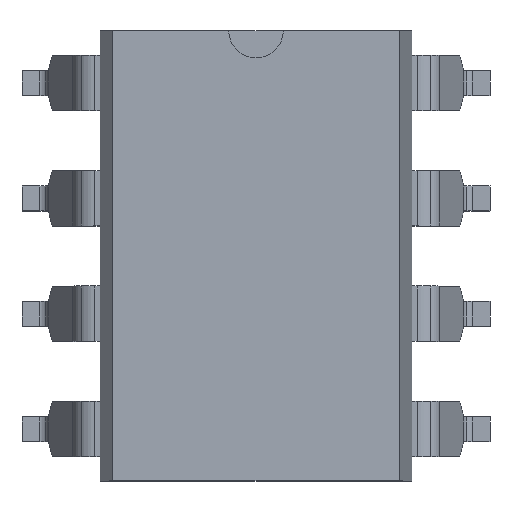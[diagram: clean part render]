
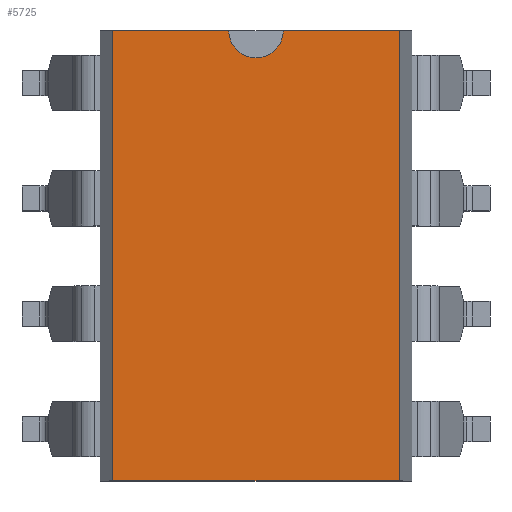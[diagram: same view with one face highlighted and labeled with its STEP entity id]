
A CAD part, top view. The second image highlights one B-rep face of the part: STEP entity #5725.
In plain terms, the highlighted planar face has unit normal (0, 0, 1).
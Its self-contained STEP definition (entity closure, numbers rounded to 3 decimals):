
#5366=CARTESIAN_POINT('',(0.,4.355,5.08));
#5367=VERTEX_POINT('',#5366);
#5383=CARTESIAN_POINT('',(-0.6,4.955,5.08));
#5384=VERTEX_POINT('',#5383);
#5391=CARTESIAN_POINT('',(0.,4.955,5.08));
#5392=DIRECTION('',(0.0,0.0,-1.0));
#5393=DIRECTION('',(0.0,-1.0,0.0));
#5394=AXIS2_PLACEMENT_3D('',#5391,#5392,#5393);
#5395=CIRCLE('',#5394,0.6);
#5396=EDGE_CURVE('',#5367,#5384,#5395,.T.);
#5407=CARTESIAN_POINT('',(0.6,4.955,5.08));
#5408=VERTEX_POINT('',#5407);
#5409=CARTESIAN_POINT('',(0.,4.955,5.08));
#5410=DIRECTION('',(0.0,0.0,-1.0));
#5411=DIRECTION('',(0.0,-1.0,0.0));
#5412=AXIS2_PLACEMENT_3D('',#5409,#5410,#5411);
#5413=CIRCLE('',#5412,0.6);
#5414=EDGE_CURVE('',#5408,#5367,#5413,.T.);
#5458=CARTESIAN_POINT('',(3.156,4.955,5.08));
#5459=VERTEX_POINT('',#5458);
#5460=CARTESIAN_POINT('',(3.156,4.955,5.08));
#5461=DIRECTION('',(-1.0,0.0,0.0));
#5462=VECTOR('',#5461,2.556);
#5463=LINE('',#5460,#5462);
#5464=EDGE_CURVE('',#5459,#5408,#5463,.T.);
#5514=CARTESIAN_POINT('',(-3.156,4.955,5.08));
#5515=VERTEX_POINT('',#5514);
#5522=CARTESIAN_POINT('',(-0.6,4.955,5.08));
#5523=DIRECTION('',(-1.0,0.0,0.0));
#5524=VECTOR('',#5523,2.556);
#5525=LINE('',#5522,#5524);
#5526=EDGE_CURVE('',#5384,#5515,#5525,.T.);
#5545=CARTESIAN_POINT('',(-3.156,-4.955,5.08));
#5546=VERTEX_POINT('',#5545);
#5553=CARTESIAN_POINT('',(-3.156,-4.955,5.08));
#5554=DIRECTION('',(0.0,1.0,0.0));
#5555=VECTOR('',#5554,9.91);
#5556=LINE('',#5553,#5555);
#5557=EDGE_CURVE('',#5546,#5515,#5556,.T.);
#5688=CARTESIAN_POINT('',(3.156,-4.955,5.08));
#5689=VERTEX_POINT('',#5688);
#5690=CARTESIAN_POINT('',(3.156,-4.955,5.08));
#5691=DIRECTION('',(0.0,1.0,0.0));
#5692=VECTOR('',#5691,9.91);
#5693=LINE('',#5690,#5692);
#5694=EDGE_CURVE('',#5689,#5459,#5693,.T.);
#5706=CARTESIAN_POINT('',(3.156,-4.955,5.08));
#5707=DIRECTION('',(0.0,0.0,1.0));
#5708=DIRECTION('',(1.0,0.0,0.0));
#5709=AXIS2_PLACEMENT_3D('',#5706,#5707,#5708);
#5710=PLANE('',#5709);
#5711=ORIENTED_EDGE('',*,*,#5414,.T.);
#5712=ORIENTED_EDGE('',*,*,#5396,.T.);
#5713=ORIENTED_EDGE('',*,*,#5526,.T.);
#5714=ORIENTED_EDGE('',*,*,#5557,.F.);
#5715=CARTESIAN_POINT('',(-3.156,-4.955,5.08));
#5716=DIRECTION('',(1.0,0.0,0.0));
#5717=VECTOR('',#5716,6.311);
#5718=LINE('',#5715,#5717);
#5719=EDGE_CURVE('',#5546,#5689,#5718,.T.);
#5720=ORIENTED_EDGE('',*,*,#5719,.T.);
#5721=ORIENTED_EDGE('',*,*,#5694,.T.);
#5722=ORIENTED_EDGE('',*,*,#5464,.T.);
#5723=EDGE_LOOP('',(#5711,#5712,#5713,#5714,#5720,#5721,#5722));
#5724=FACE_OUTER_BOUND('',#5723,.T.);
#5725=ADVANCED_FACE('',(#5724),#5710,.T.);
